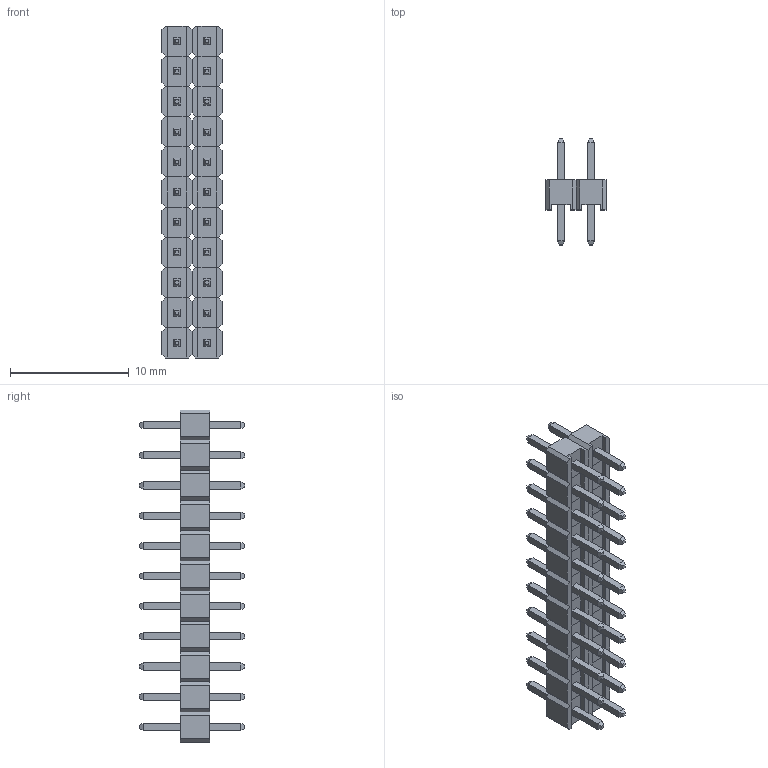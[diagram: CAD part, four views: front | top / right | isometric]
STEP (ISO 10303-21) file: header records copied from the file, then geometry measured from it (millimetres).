
FILE_DESCRIPTION (( 'STEP AP214' ), '1' );
FILE_NAME ('Pin Header Header 22 Way.STEP', '2025-06-30T14:09:57', ( '' ), ( '' ), 'SwSTEP 2.0', 'SolidWorks 2025', '' );
FILE_SCHEMA (( 'AUTOMOTIVE_DESIGN' ));
Length unit declared in the file: millimetre
Products named in the file (1): Pin Header Header 22 Way
Bounding box: 5.08 x 8.88 x 27.94 mm (x, y, z)
Volume: 357 mm3; surface area: 1151.3 mm2
Topology: 22 solids, 22 shells, 704 faces, 1672 edges, 1056 vertices
Faces by surface type: plane 704
Entity records: 27584 total; most frequent: CARTESIAN_POINT 3433, ORIENTED_EDGE 3344, DIRECTION 3082, EDGE_CURVE 1672, VECTOR 1672, LINE 1672, VERTEX_POINT 1056, EDGE_LOOP 748
